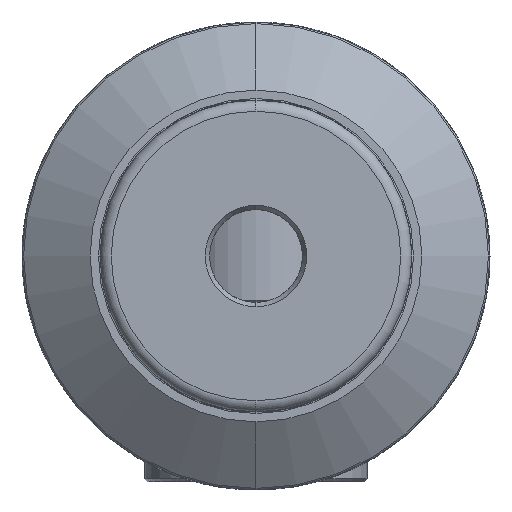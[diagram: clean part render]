
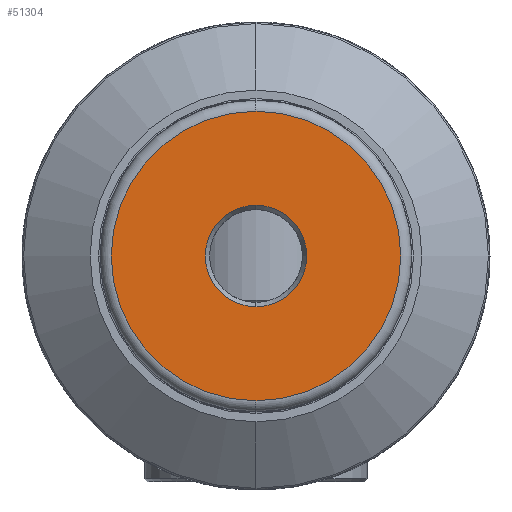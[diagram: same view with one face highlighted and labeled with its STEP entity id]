
A CAD part, left-side view. The second image highlights one B-rep face of the part: STEP entity #51304.
In plain terms, the highlighted planar face has unit normal (-1, 0, 0).
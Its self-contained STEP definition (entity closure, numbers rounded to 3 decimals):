
#2047 = VERTEX_POINT ( 'NONE', #38477 ) ;
#3441 = EDGE_LOOP ( 'NONE', ( #16583, #51436 ) ) ;
#4315 = DIRECTION ( 'NONE',  ( 0., 0., 1. ) ) ;
#5350 = AXIS2_PLACEMENT_3D ( 'NONE', #33348, #25127, #46693 ) ;
#5967 = DIRECTION ( 'NONE',  ( -1., 0., 0. ) ) ;
#9217 = CARTESIAN_POINT ( 'NONE',  ( -50.079, 0., 0. ) ) ;
#10599 = VERTEX_POINT ( 'NONE', #25476 ) ;
#11601 = CARTESIAN_POINT ( 'NONE',  ( -50.079, 0., 6.827 ) ) ;
#13023 = CIRCLE ( 'NONE', #14759, 19.48 ) ;
#14181 = PLANE ( 'NONE',  #15005 ) ;
#14254 = ORIENTED_EDGE ( 'NONE', *, *, #45095, .T. ) ;
#14759 = AXIS2_PLACEMENT_3D ( 'NONE', #32200, #5967, #23056 ) ;
#15005 = AXIS2_PLACEMENT_3D ( 'NONE', #18315, #18857, #53079 ) ;
#16583 = ORIENTED_EDGE ( 'NONE', *, *, #23436, .F. ) ;
#17079 = EDGE_LOOP ( 'NONE', ( #23505, #14254 ) ) ;
#18315 = CARTESIAN_POINT ( 'NONE',  ( -50.079, 6.827, 0. ) ) ;
#18857 = DIRECTION ( 'NONE',  ( 1., 0., 0. ) ) ;
#18877 = VERTEX_POINT ( 'NONE', #20779 ) ;
#19159 = CIRCLE ( 'NONE', #21584, 19.48 ) ;
#20779 = CARTESIAN_POINT ( 'NONE',  ( -50.079, 0., -19.48 ) ) ;
#21584 = AXIS2_PLACEMENT_3D ( 'NONE', #53792, #32270, #23663 ) ;
#21985 = DIRECTION ( 'NONE',  ( -1., 0., 0. ) ) ;
#23056 = DIRECTION ( 'NONE',  ( 0., 0., 1. ) ) ;
#23436 = EDGE_CURVE ( 'NONE', #47133, #2047, #50898, .T. ) ;
#23505 = ORIENTED_EDGE ( 'NONE', *, *, #45831, .T. ) ;
#23663 = DIRECTION ( 'NONE',  ( 0., 0., 1. ) ) ;
#25127 = DIRECTION ( 'NONE',  ( -1., 0., 0. ) ) ;
#25476 = CARTESIAN_POINT ( 'NONE',  ( -50.079, 0., 19.48 ) ) ;
#26887 = FACE_OUTER_BOUND ( 'NONE', #17079, .T. ) ;
#32200 = CARTESIAN_POINT ( 'NONE',  ( -50.079, 0., 0. ) ) ;
#32270 = DIRECTION ( 'NONE',  ( -1., 0., 0. ) ) ;
#33348 = CARTESIAN_POINT ( 'NONE',  ( -50.079, 0., 0. ) ) ;
#38477 = CARTESIAN_POINT ( 'NONE',  ( -50.079, 0., -6.827 ) ) ;
#40567 = AXIS2_PLACEMENT_3D ( 'NONE', #9217, #21985, #4315 ) ;
#45095 = EDGE_CURVE ( 'NONE', #18877, #10599, #19159, .T. ) ;
#45831 = EDGE_CURVE ( 'NONE', #10599, #18877, #13023, .T. ) ;
#46531 = CIRCLE ( 'NONE', #5350, 6.827 ) ;
#46693 = DIRECTION ( 'NONE',  ( 0., 0., 1. ) ) ;
#47133 = VERTEX_POINT ( 'NONE', #11601 ) ;
#50898 = CIRCLE ( 'NONE', #40567, 6.827 ) ;
#51304 = ADVANCED_FACE ( 'NONE', ( #52971, #26887 ), #14181, .F. ) ;
#51436 = ORIENTED_EDGE ( 'NONE', *, *, #53588, .F. ) ;
#52971 = FACE_BOUND ( 'NONE', #3441, .T. ) ;
#53079 = DIRECTION ( 'NONE',  ( 0., 0., -1. ) ) ;
#53588 = EDGE_CURVE ( 'NONE', #2047, #47133, #46531, .T. ) ;
#53792 = CARTESIAN_POINT ( 'NONE',  ( -50.079, 0., 0. ) ) ;
